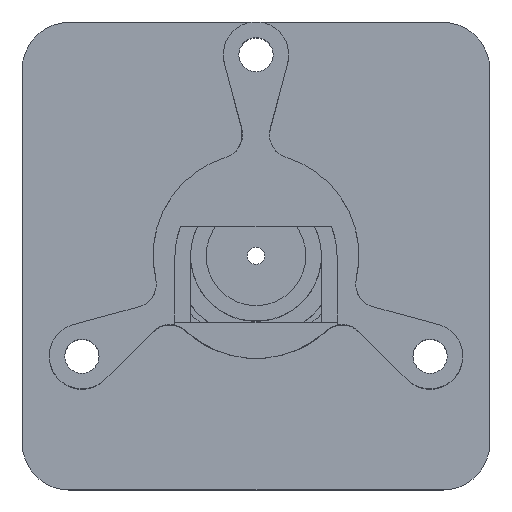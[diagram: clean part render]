
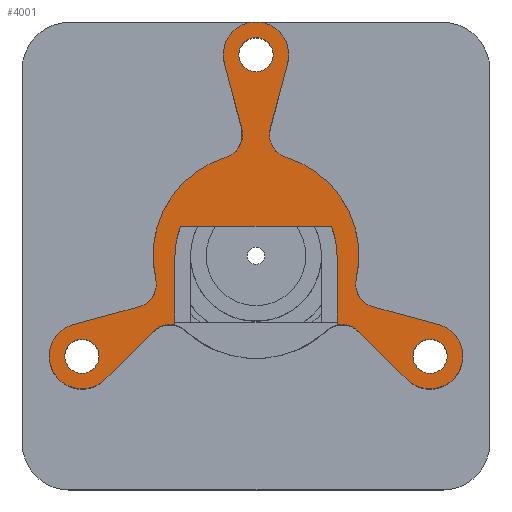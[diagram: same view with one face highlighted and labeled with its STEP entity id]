
A CAD part, top view. The second image highlights one B-rep face of the part: STEP entity #4001.
In plain terms, the highlighted planar face has unit normal (0, 0, 1).
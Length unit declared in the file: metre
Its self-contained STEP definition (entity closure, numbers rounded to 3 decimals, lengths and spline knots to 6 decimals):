
#107=PLANE('',#4308);
#239=LINE('',#5930,#563);
#243=LINE('',#5942,#567);
#247=LINE('',#5954,#571);
#251=LINE('',#5966,#575);
#257=LINE('',#5990,#581);
#261=LINE('',#6002,#585);
#267=LINE('',#6026,#591);
#271=LINE('',#6038,#595);
#274=LINE('',#6062,#598);
#563=VECTOR('',#4711,1.);
#567=VECTOR('',#4723,1.);
#571=VECTOR('',#4735,1.);
#575=VECTOR('',#4747,1.);
#581=VECTOR('',#4773,1.);
#585=VECTOR('',#4785,1.);
#591=VECTOR('',#4811,1.);
#595=VECTOR('',#4823,1.);
#598=VECTOR('',#4852,1.);
#977=ORIENTED_EDGE('',*,*,#2171,.F.);
#978=ORIENTED_EDGE('',*,*,#2169,.F.);
#979=ORIENTED_EDGE('',*,*,#2167,.F.);
#980=ORIENTED_EDGE('',*,*,#2105,.T.);
#981=ORIENTED_EDGE('',*,*,#2109,.T.);
#982=ORIENTED_EDGE('',*,*,#2112,.T.);
#983=ORIENTED_EDGE('',*,*,#2115,.T.);
#984=ORIENTED_EDGE('',*,*,#2118,.F.);
#985=ORIENTED_EDGE('',*,*,#2121,.T.);
#986=ORIENTED_EDGE('',*,*,#2124,.T.);
#987=ORIENTED_EDGE('',*,*,#2127,.T.);
#988=ORIENTED_EDGE('',*,*,#2130,.F.);
#989=ORIENTED_EDGE('',*,*,#2133,.T.);
#990=ORIENTED_EDGE('',*,*,#2136,.F.);
#991=ORIENTED_EDGE('',*,*,#2139,.T.);
#992=ORIENTED_EDGE('',*,*,#2142,.T.);
#993=ORIENTED_EDGE('',*,*,#2145,.T.);
#994=ORIENTED_EDGE('',*,*,#2148,.F.);
#995=ORIENTED_EDGE('',*,*,#2151,.T.);
#996=ORIENTED_EDGE('',*,*,#2154,.F.);
#997=ORIENTED_EDGE('',*,*,#2157,.T.);
#998=ORIENTED_EDGE('',*,*,#2160,.T.);
#999=ORIENTED_EDGE('',*,*,#2163,.T.);
#1000=ORIENTED_EDGE('',*,*,#2166,.F.);
#1001=ORIENTED_EDGE('',*,*,#2174,.F.);
#2105=EDGE_CURVE('',#2716,#2715,#3123,.T.);
#2109=EDGE_CURVE('',#2715,#2718,#239,.T.);
#2112=EDGE_CURVE('',#2718,#2720,#3125,.T.);
#2115=EDGE_CURVE('',#2720,#2722,#243,.T.);
#2118=EDGE_CURVE('',#2724,#2722,#3127,.T.);
#2121=EDGE_CURVE('',#2724,#2726,#247,.T.);
#2124=EDGE_CURVE('',#2726,#2728,#3129,.T.);
#2127=EDGE_CURVE('',#2728,#2730,#251,.T.);
#2130=EDGE_CURVE('',#2732,#2730,#3131,.T.);
#2133=EDGE_CURVE('',#2732,#2734,#3133,.T.);
#2136=EDGE_CURVE('',#2736,#2734,#3135,.T.);
#2139=EDGE_CURVE('',#2736,#2738,#257,.T.);
#2142=EDGE_CURVE('',#2738,#2740,#3137,.T.);
#2145=EDGE_CURVE('',#2740,#2742,#261,.T.);
#2148=EDGE_CURVE('',#2744,#2742,#3139,.T.);
#2151=EDGE_CURVE('',#2744,#2746,#3141,.T.);
#2154=EDGE_CURVE('',#2748,#2746,#3143,.T.);
#2157=EDGE_CURVE('',#2748,#2750,#267,.T.);
#2160=EDGE_CURVE('',#2750,#2752,#3145,.T.);
#2163=EDGE_CURVE('',#2752,#2754,#271,.T.);
#2166=EDGE_CURVE('',#2756,#2754,#3147,.T.);
#2167=EDGE_CURVE('',#2757,#2757,#3148,.T.);
#2169=EDGE_CURVE('',#2759,#2759,#3150,.T.);
#2171=EDGE_CURVE('',#2761,#2761,#3152,.T.);
#2174=EDGE_CURVE('',#2716,#2756,#274,.T.);
#2715=VERTEX_POINT('',#5921);
#2716=VERTEX_POINT('',#5923);
#2718=VERTEX_POINT('',#5929);
#2720=VERTEX_POINT('',#5935);
#2722=VERTEX_POINT('',#5941);
#2724=VERTEX_POINT('',#5947);
#2726=VERTEX_POINT('',#5953);
#2728=VERTEX_POINT('',#5959);
#2730=VERTEX_POINT('',#5965);
#2732=VERTEX_POINT('',#5971);
#2734=VERTEX_POINT('',#5977);
#2736=VERTEX_POINT('',#5983);
#2738=VERTEX_POINT('',#5989);
#2740=VERTEX_POINT('',#5995);
#2742=VERTEX_POINT('',#6001);
#2744=VERTEX_POINT('',#6007);
#2746=VERTEX_POINT('',#6013);
#2748=VERTEX_POINT('',#6019);
#2750=VERTEX_POINT('',#6025);
#2752=VERTEX_POINT('',#6031);
#2754=VERTEX_POINT('',#6037);
#2756=VERTEX_POINT('',#6043);
#2757=VERTEX_POINT('',#6047);
#2759=VERTEX_POINT('',#6052);
#2761=VERTEX_POINT('',#6057);
#3123=CIRCLE('',#4253,0.0052);
#3125=CIRCLE('',#4257,0.0052);
#3127=CIRCLE('',#4261,0.0015);
#3129=CIRCLE('',#4265,0.0021);
#3131=CIRCLE('',#4269,0.0015);
#3133=CIRCLE('',#4272,0.0066);
#3135=CIRCLE('',#4275,0.0015);
#3137=CIRCLE('',#4279,0.0021);
#3139=CIRCLE('',#4283,0.0015);
#3141=CIRCLE('',#4286,0.0066);
#3143=CIRCLE('',#4289,0.0015);
#3145=CIRCLE('',#4293,0.0021);
#3147=CIRCLE('',#4297,0.0015);
#3148=CIRCLE('',#4299,0.0011);
#3150=CIRCLE('',#4302,0.0011);
#3152=CIRCLE('',#4305,0.0011);
#3363=EDGE_LOOP('',(#977));
#3364=EDGE_LOOP('',(#978));
#3365=EDGE_LOOP('',(#979));
#3366=EDGE_LOOP('',(#980,#981,#982,#983,#984,#985,#986,#987,#988,#989,#990,
#991,#992,#993,#994,#995,#996,#997,#998,#999,#1000,#1001));
#3642=FACE_BOUND('',#3363,.T.);
#3643=FACE_BOUND('',#3364,.T.);
#3644=FACE_BOUND('',#3365,.T.);
#3645=FACE_BOUND('',#3366,.T.);
#4001=ADVANCED_FACE('',(#3642,#3643,#3644,#3645),#107,.T.);
#4253=AXIS2_PLACEMENT_3D('',#5922,#4704,#4705);
#4257=AXIS2_PLACEMENT_3D('',#5936,#4717,#4718);
#4261=AXIS2_PLACEMENT_3D('',#5948,#4729,#4730);
#4265=AXIS2_PLACEMENT_3D('',#5960,#4741,#4742);
#4269=AXIS2_PLACEMENT_3D('',#5972,#4753,#4754);
#4272=AXIS2_PLACEMENT_3D('',#5978,#4760,#4761);
#4275=AXIS2_PLACEMENT_3D('',#5984,#4767,#4768);
#4279=AXIS2_PLACEMENT_3D('',#5996,#4779,#4780);
#4283=AXIS2_PLACEMENT_3D('',#6008,#4791,#4792);
#4286=AXIS2_PLACEMENT_3D('',#6014,#4798,#4799);
#4289=AXIS2_PLACEMENT_3D('',#6020,#4805,#4806);
#4293=AXIS2_PLACEMENT_3D('',#6032,#4817,#4818);
#4297=AXIS2_PLACEMENT_3D('',#6044,#4829,#4830);
#4299=AXIS2_PLACEMENT_3D('',#6046,#4833,#4834);
#4302=AXIS2_PLACEMENT_3D('',#6051,#4839,#4840);
#4305=AXIS2_PLACEMENT_3D('',#6056,#4845,#4846);
#4308=AXIS2_PLACEMENT_3D('',#6063,#4853,#4854);
#4704=DIRECTION('',(0.,0.,-1.));
#4705=DIRECTION('',(1.,0.,0.));
#4711=DIRECTION('',(1.,0.,0.));
#4717=DIRECTION('',(0.,0.,-1.));
#4718=DIRECTION('',(1.,0.,0.));
#4723=DIRECTION('',(0.,-1.,0.));
#4729=DIRECTION('',(0.,0.,1.));
#4730=DIRECTION('',(1.,0.,0.));
#4735=DIRECTION('',(0.709,-0.705,0.));
#4741=DIRECTION('',(0.,0.,1.));
#4742=DIRECTION('',(1.,0.,0.));
#4747=DIRECTION('',(-0.965,0.262,0.));
#4753=DIRECTION('',(0.,0.,1.));
#4754=DIRECTION('',(1.,0.,0.));
#4760=DIRECTION('',(0.,0.,1.));
#4761=DIRECTION('',(1.,0.,0.));
#4767=DIRECTION('',(0.,0.,1.));
#4768=DIRECTION('',(1.,0.,0.));
#4773=DIRECTION('',(0.256,0.967,0.));
#4779=DIRECTION('',(0.,0.,1.));
#4780=DIRECTION('',(1.,0.,0.));
#4785=DIRECTION('',(0.256,-0.967,0.));
#4791=DIRECTION('',(0.,0.,1.));
#4792=DIRECTION('',(1.,0.,0.));
#4798=DIRECTION('',(0.,0.,1.));
#4799=DIRECTION('',(1.,0.,0.));
#4805=DIRECTION('',(0.,0.,1.));
#4806=DIRECTION('',(1.,0.,0.));
#4811=DIRECTION('',(-0.965,-0.262,0.));
#4817=DIRECTION('',(0.,0.,1.));
#4818=DIRECTION('',(1.,0.,0.));
#4823=DIRECTION('',(0.709,0.705,0.));
#4829=DIRECTION('',(0.,0.,1.));
#4830=DIRECTION('',(1.,0.,0.));
#4833=DIRECTION('',(0.,0.,1.));
#4834=DIRECTION('',(1.,0.,0.));
#4839=DIRECTION('',(0.,0.,1.));
#4840=DIRECTION('',(1.,0.,0.));
#4845=DIRECTION('',(0.,0.,1.));
#4846=DIRECTION('',(1.,0.,0.));
#4852=DIRECTION('',(0.,-1.,0.));
#4853=DIRECTION('',(0.,0.,1.));
#4854=DIRECTION('',(1.,0.,0.));
#5921=CARTESIAN_POINT('',(-0.00484,0.0019,0.022275));
#5922=CARTESIAN_POINT('',(0.,0.,0.022275));
#5923=CARTESIAN_POINT('',(-0.0052,0.,0.022275));
#5929=CARTESIAN_POINT('',(0.00484,0.0019,0.022275));
#5930=CARTESIAN_POINT('',(-0.004293,0.0019,0.022275));
#5935=CARTESIAN_POINT('',(0.0052,0.,0.022275));
#5936=CARTESIAN_POINT('',(0.,0.,0.022275));
#5941=CARTESIAN_POINT('',(0.0052,-0.004455,0.022275));
#5942=CARTESIAN_POINT('',(0.0052,-0.00215,0.022275));
#5947=CARTESIAN_POINT('',(0.006587,-0.004855,0.022275));
#5948=CARTESIAN_POINT('',(0.00553,-0.005919,0.022275));
#5953=CARTESIAN_POINT('',(0.009691,-0.007939,0.022275));
#5954=CARTESIAN_POINT('',(0.008139,-0.006397,0.022275));
#5959=CARTESIAN_POINT('',(0.011721,-0.004423,0.022275));
#5960=CARTESIAN_POINT('',(0.011172,-0.00645,0.022275));
#5965=CARTESIAN_POINT('',(0.007498,-0.003278,0.022275));
#5966=CARTESIAN_POINT('',(0.00961,-0.00385,0.022275));
#5971=CARTESIAN_POINT('',(0.006429,-0.001491,0.022275));
#5972=CARTESIAN_POINT('',(0.007891,-0.00183,0.022275));
#5977=CARTESIAN_POINT('',(0.001923,0.006314,0.022275));
#5978=CARTESIAN_POINT('',(0.,0.,0.022275));
#5983=CARTESIAN_POINT('',(0.000911,0.008132,0.022275));
#5984=CARTESIAN_POINT('',(0.002361,0.007748,0.022275));
#5989=CARTESIAN_POINT('',(0.00203,0.012363,0.022275));
#5990=CARTESIAN_POINT('',(0.00147,0.010247,0.022275));
#5995=CARTESIAN_POINT('',(-0.00203,0.012363,0.022275));
#5996=CARTESIAN_POINT('',(0.,0.0129,0.022275));
#6001=CARTESIAN_POINT('',(-0.000911,0.008132,0.022275));
#6002=CARTESIAN_POINT('',(-0.00147,0.010247,0.022275));
#6007=CARTESIAN_POINT('',(-0.001923,0.006314,0.022275));
#6008=CARTESIAN_POINT('',(-0.002361,0.007748,0.022275));
#6013=CARTESIAN_POINT('',(-0.006429,-0.001491,0.022275));
#6014=CARTESIAN_POINT('',(0.,0.,0.022275));
#6019=CARTESIAN_POINT('',(-0.007498,-0.003278,0.022275));
#6020=CARTESIAN_POINT('',(-0.007891,-0.00183,0.022275));
#6025=CARTESIAN_POINT('',(-0.011721,-0.004423,0.022275));
#6026=CARTESIAN_POINT('',(-0.00961,-0.00385,0.022275));
#6031=CARTESIAN_POINT('',(-0.009691,-0.007939,0.022275));
#6032=CARTESIAN_POINT('',(-0.011172,-0.00645,0.022275));
#6037=CARTESIAN_POINT('',(-0.006587,-0.004855,0.022275));
#6038=CARTESIAN_POINT('',(-0.008139,-0.006397,0.022275));
#6043=CARTESIAN_POINT('',(-0.0052,-0.004455,0.022275));
#6044=CARTESIAN_POINT('',(-0.00553,-0.005919,0.022275));
#6046=CARTESIAN_POINT('',(0.,0.0129,0.022275));
#6047=CARTESIAN_POINT('',(0.0011,0.0129,0.022275));
#6051=CARTESIAN_POINT('',(-0.011172,-0.00645,0.022275));
#6052=CARTESIAN_POINT('',(-0.010072,-0.00645,0.022275));
#6056=CARTESIAN_POINT('',(0.011172,-0.00645,0.022275));
#6057=CARTESIAN_POINT('',(0.012272,-0.00645,0.022275));
#6062=CARTESIAN_POINT('',(-0.0052,-0.004378,0.022275));
#6063=CARTESIAN_POINT('',(0.,0.003225,0.022275));
